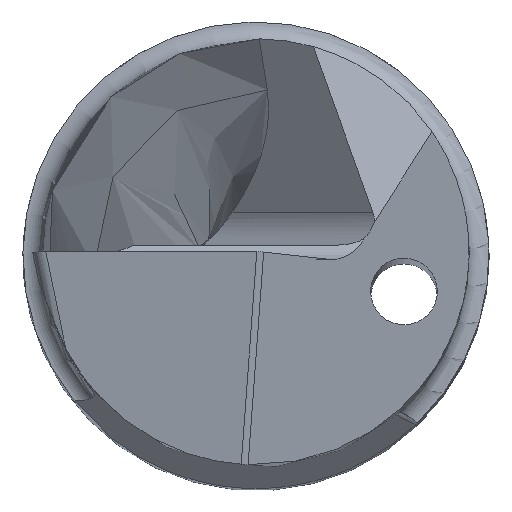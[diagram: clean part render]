
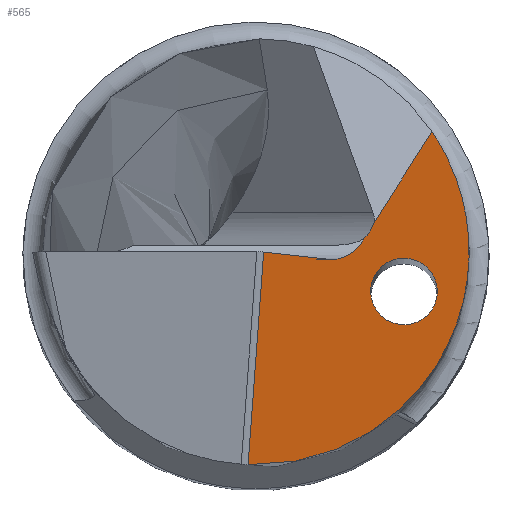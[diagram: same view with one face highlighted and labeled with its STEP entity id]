
A CAD part, top view. The second image highlights one B-rep face of the part: STEP entity #565.
In plain terms, the highlighted planar face has unit normal (0.696, -0.174, 0.696).
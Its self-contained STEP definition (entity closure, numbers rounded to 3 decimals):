
#74 = ORIENTED_EDGE ( 'NONE', *, *, #701, .T. ) ;
#116 = CARTESIAN_POINT ( 'NONE',  ( 2.707, -0.716, 49.177 ) ) ;
#127 = VECTOR ( 'NONE', #601, 1000. ) ;
#131 = VERTEX_POINT ( 'NONE', #1294 ) ;
#134 =( BOUNDED_CURVE ( )  B_SPLINE_CURVE ( 3, ( #1462, #580, #200, #572 ),
 .UNSPECIFIED., .F., .F. ) 
 B_SPLINE_CURVE_WITH_KNOTS ( ( 4, 4 ),
 ( 1.222, 2.67 ),
 .UNSPECIFIED. ) 
 CURVE ( )  GEOMETRIC_REPRESENTATION_ITEM ( )  RATIONAL_B_SPLINE_CURVE ( ( 1., 0.833, 0.833, 1. ) ) 
 REPRESENTATION_ITEM ( '' )  );
#137 = CARTESIAN_POINT ( 'NONE',  ( 0.015, 0.003, 52.048 ) ) ;
#171 = ORIENTED_EDGE ( 'NONE', *, *, #1602, .F. ) ;
#186 = FACE_OUTER_BOUND ( 'NONE', #210, .T. ) ;
#200 = CARTESIAN_POINT ( 'NONE',  ( 1.516, -0.014, 50.543 ) ) ;
#210 = EDGE_LOOP ( 'NONE', ( #1186, #887, #1327, #74, #700, #470 ) ) ;
#219 = CARTESIAN_POINT ( 'NONE',  ( 1.776, 0.44, 50.396 ) ) ;
#240 = CARTESIAN_POINT ( 'NONE',  ( 2.465, -1.687, 49.177 ) ) ;
#245 =( BOUNDED_CURVE ( )  B_SPLINE_CURVE ( 3, ( #343, #707, #841, #592, #1485, #240, #116 ),
 .UNSPECIFIED., .T., .F. ) 
 B_SPLINE_CURVE_WITH_KNOTS ( ( 4, 3, 4 ),
 ( 0., 3.142, 6.283 ),
 .UNSPECIFIED. ) 
 CURVE ( )  GEOMETRIC_REPRESENTATION_ITEM ( )  RATIONAL_B_SPLINE_CURVE ( ( 1., 0.333, 0.333, 1., 0.333, 0.333, 1. ) ) 
 REPRESENTATION_ITEM ( '' )  );
#278 = CARTESIAN_POINT ( 'NONE',  ( 2.886, -3.31, 48.35 ) ) ;
#303 = DIRECTION ( 'NONE',  ( 0.696, -0.174, 0.696 ) ) ;
#343 = CARTESIAN_POINT ( 'NONE',  ( 2.707, -0.716, 49.177 ) ) ;
#345 = CARTESIAN_POINT ( 'NONE',  ( 1.615, 0.193, 50.495 ) ) ;
#362 = VERTEX_POINT ( 'NONE', #1573 ) ;
#397 = EDGE_CURVE ( 'NONE', #781, #526, #1492, .T. ) ;
#470 = ORIENTED_EDGE ( 'NONE', *, *, #780, .F. ) ;
#503 = DIRECTION ( 'NONE',  ( 0.072, 0.982, 0.173 ) ) ;
#521 = AXIS2_PLACEMENT_3D ( 'NONE', #1424, #303, #1604 ) ;
#526 = VERTEX_POINT ( 'NONE', #1069 ) ;
#544 = FACE_BOUND ( 'NONE', #577, .T. ) ;
#565 = ADVANCED_FACE ( 'NONE', ( #544, #186 ), #920, .T. ) ;
#572 = CARTESIAN_POINT ( 'NONE',  ( 1.615, 0.193, 50.495 ) ) ;
#577 = EDGE_LOOP ( 'NONE', ( #171 ) ) ;
#580 = CARTESIAN_POINT ( 'NONE',  ( 1.313, -0.137, 50.715 ) ) ;
#592 = CARTESIAN_POINT ( 'NONE',  ( 1.736, -0.474, 50.207 ) ) ;
#601 = DIRECTION ( 'NONE',  ( 0.696, -0.075, -0.714 ) ) ;
#684 =( BOUNDED_CURVE ( )  B_SPLINE_CURVE ( 3, ( #345, #861, #954, #1230 ),
 .UNSPECIFIED., .F., .F. ) 
 B_SPLINE_CURVE_WITH_KNOTS ( ( 4, 4 ),
 ( 0.619, 1.245 ),
 .UNSPECIFIED. ) 
 CURVE ( )  GEOMETRIC_REPRESENTATION_ITEM ( )  RATIONAL_B_SPLINE_CURVE ( ( 1., 0.968, 0.968, 1. ) ) 
 REPRESENTATION_ITEM ( '' )  );
#700 = ORIENTED_EDGE ( 'NONE', *, *, #397, .F. ) ;
#701 = EDGE_CURVE ( 'NONE', #948, #526, #784, .T. ) ;
#707 = CARTESIAN_POINT ( 'NONE',  ( 2.949, 0.254, 49.177 ) ) ;
#735 = LINE ( 'NONE', #137, #127 ) ;
#736 = VERTEX_POINT ( 'NONE', #1243 ) ;
#780 = EDGE_CURVE ( 'NONE', #131, #781, #684, .T. ) ;
#781 = VERTEX_POINT ( 'NONE', #219 ) ;
#784 =( BOUNDED_CURVE ( )  B_SPLINE_CURVE ( 3, ( #1398, #278, #1137, #1154 ),
 .UNSPECIFIED., .F., .F. ) 
 B_SPLINE_CURVE_WITH_KNOTS ( ( 4, 4 ),
 ( 4.92, 7.127 ),
 .UNSPECIFIED. ) 
 CURVE ( )  GEOMETRIC_REPRESENTATION_ITEM ( )  RATIONAL_B_SPLINE_CURVE ( ( 1., 0.633, 0.633, 1. ) ) 
 REPRESENTATION_ITEM ( '' )  );
#826 = VERTEX_POINT ( 'NONE', #1189 ) ;
#841 = CARTESIAN_POINT ( 'NONE',  ( 1.978, 0.496, 50.207 ) ) ;
#861 = CARTESIAN_POINT ( 'NONE',  ( 1.684, 0.254, 50.441 ) ) ;
#869 = DIRECTION ( 'NONE',  ( 0.509, 0.804, -0.308 ) ) ;
#881 = VECTOR ( 'NONE', #869, 1000. ) ;
#887 = ORIENTED_EDGE ( 'NONE', *, *, #1136, .F. ) ;
#920 = PLANE ( 'NONE',  #521 ) ;
#948 = VERTEX_POINT ( 'NONE', #1129 ) ;
#954 = CARTESIAN_POINT ( 'NONE',  ( 1.739, 0.339, 50.407 ) ) ;
#1005 = LINE ( 'NONE', #1607, #1381 ) ;
#1010 = EDGE_CURVE ( 'NONE', #362, #131, #134, .T. ) ;
#1069 = CARTESIAN_POINT ( 'NONE',  ( 2.641, 1.806, 49.871 ) ) ;
#1118 = EDGE_CURVE ( 'NONE', #948, #826, #1005, .T. ) ;
#1129 = CARTESIAN_POINT ( 'NONE',  ( -0.119, -3.198, 51.384 ) ) ;
#1136 = EDGE_CURVE ( 'NONE', #826, #362, #735, .T. ) ;
#1137 = CARTESIAN_POINT ( 'NONE',  ( 4.339, -0.676, 47.554 ) ) ;
#1154 = CARTESIAN_POINT ( 'NONE',  ( 2.641, 1.806, 49.871 ) ) ;
#1186 = ORIENTED_EDGE ( 'NONE', *, *, #1010, .F. ) ;
#1189 = CARTESIAN_POINT ( 'NONE',  ( 0.115, -0.008, 51.945 ) ) ;
#1230 = CARTESIAN_POINT ( 'NONE',  ( 1.776, 0.44, 50.396 ) ) ;
#1243 = CARTESIAN_POINT ( 'NONE',  ( 2.707, -0.716, 49.177 ) ) ;
#1294 = CARTESIAN_POINT ( 'NONE',  ( 1.615, 0.193, 50.495 ) ) ;
#1327 = ORIENTED_EDGE ( 'NONE', *, *, #1118, .F. ) ;
#1377 = CARTESIAN_POINT ( 'NONE',  ( 0.925, -0.904, 50.912 ) ) ;
#1381 = VECTOR ( 'NONE', #503, 1000. ) ;
#1398 = CARTESIAN_POINT ( 'NONE',  ( -0.119, -3.198, 51.384 ) ) ;
#1424 = CARTESIAN_POINT ( 'NONE',  ( 0.033, 0.1, 52.055 ) ) ;
#1462 = CARTESIAN_POINT ( 'NONE',  ( 1.107, -0.115, 50.926 ) ) ;
#1485 = CARTESIAN_POINT ( 'NONE',  ( 1.495, -1.445, 50.207 ) ) ;
#1492 = LINE ( 'NONE', #1377, #881 ) ;
#1573 = CARTESIAN_POINT ( 'NONE',  ( 1.107, -0.115, 50.926 ) ) ;
#1602 = EDGE_CURVE ( 'NONE', #736, #736, #245, .T. ) ;
#1604 = DIRECTION ( 'NONE',  ( -0.707, 0., 0.707 ) ) ;
#1607 = CARTESIAN_POINT ( 'NONE',  ( 0.124, 0.109, 51.966 ) ) ;
